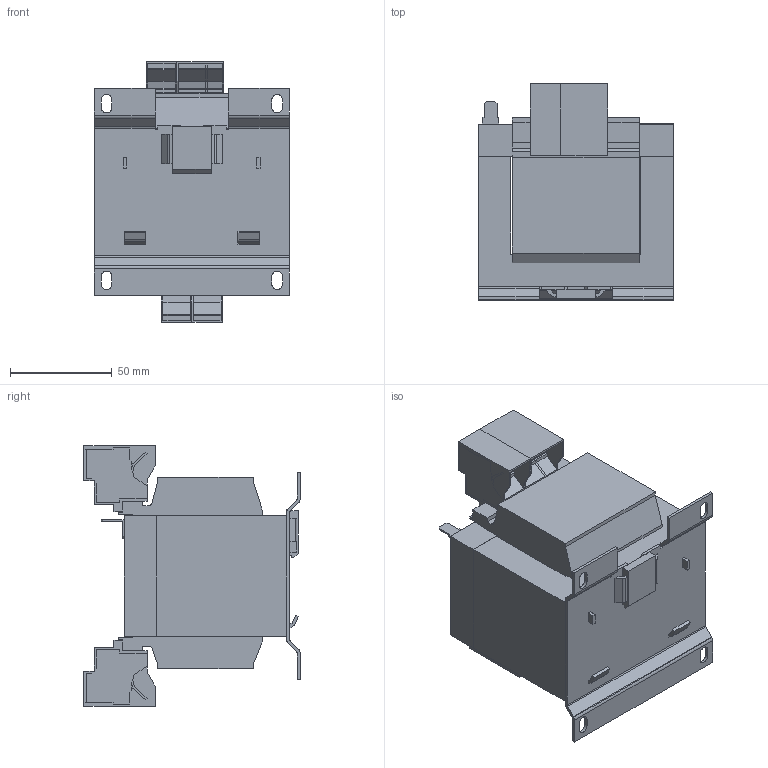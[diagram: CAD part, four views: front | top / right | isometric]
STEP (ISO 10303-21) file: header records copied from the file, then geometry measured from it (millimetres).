
FILE_DESCRIPTION (( 'STEP AP214' ), '1' );
FILE_NAME ('190785.STEP', '2023-08-22T11:52:23', ( '' ), ( '' ), 'SwSTEP 2.0', 'SolidWorks 2018', '' );
FILE_SCHEMA (( 'AUTOMOTIVE_DESIGN' ));
Length unit declared in the file: millimetre
Products named in the file (1): 190785
Bounding box: 96.06 x 106.42 x 128.2 mm (x, y, z)
Volume: 639228.5 mm3; surface area: 103079.4 mm2
Topology: 1 solids, 1 shells, 478 faces, 1392 edges, 924 vertices
Faces by surface type: plane 404, cylinder 70, bspline 4
Entity records: 15774 total; most frequent: CARTESIAN_POINT 2943, ORIENTED_EDGE 2784, DIRECTION 2474, EDGE_CURVE 1392, VECTOR 1244, LINE 1244, VERTEX_POINT 924, AXIS2_PLACEMENT_3D 615
